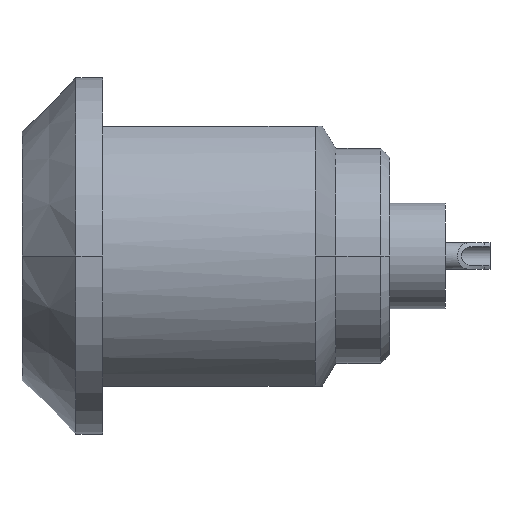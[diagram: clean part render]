
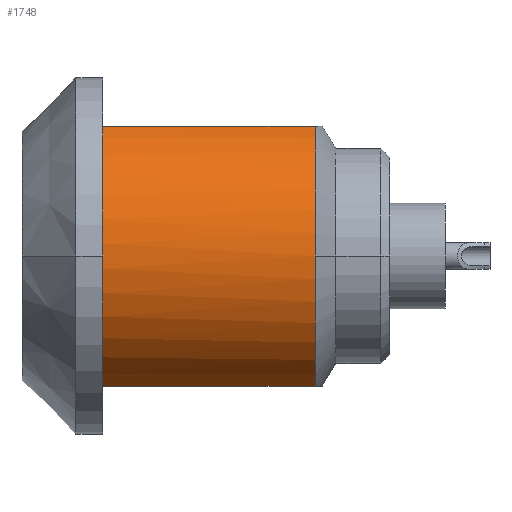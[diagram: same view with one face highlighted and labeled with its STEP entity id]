
A CAD part, front view. The second image highlights one B-rep face of the part: STEP entity #1748.
In plain terms, the highlighted cylindrical face has radius 8 mm (diameter 16 mm), a partial arc.
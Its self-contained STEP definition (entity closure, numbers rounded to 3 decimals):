
#141=CARTESIAN_POINT('',(0.245,-3.382,-7.25));
#504=CARTESIAN_POINT('',(0.245,0.,0.));
#505=DIRECTION('',(1.,0.,0.));
#506=DIRECTION('',(0.,-0.423,0.906));
#507=AXIS2_PLACEMENT_3D('',#504,#505,#506);
#509=CARTESIAN_POINT('',(0.245,0.,0.));
#510=DIRECTION('',(-1.,0.,0.));
#511=DIRECTION('',(0.,-0.423,-0.906));
#512=AXIS2_PLACEMENT_3D('',#509,#510,#511);
#514=DIRECTION('',(1.,0.,0.));
#515=VECTOR('',#514,11.845);
#516=CARTESIAN_POINT('',(-11.6,-3.382,-7.25));
#517=LINE('',#516,#515);
#518=CARTESIAN_POINT('',(-11.6,0.,0.));
#519=DIRECTION('',(-1.,0.,0.));
#520=DIRECTION('',(0.,-0.423,-0.906));
#521=AXIS2_PLACEMENT_3D('',#518,#519,#520);
#523=DIRECTION('',(1.,0.,0.));
#524=VECTOR('',#523,11.845);
#525=CARTESIAN_POINT('',(-11.6,-3.382,7.25));
#526=LINE('',#525,#524);
#542=CARTESIAN_POINT('',(0.245,-3.382,7.25));
#1054=CARTESIAN_POINT('',(0.245,-8.,0.));
#1056=VERTEX_POINT('',#1054);
#1069=CARTESIAN_POINT('',(-11.6,-3.382,-7.25));
#1071=VERTEX_POINT('',#1069);
#1073=CARTESIAN_POINT('',(-11.6,-3.382,7.25));
#1075=VERTEX_POINT('',#1073);
#1078=VERTEX_POINT('',#542);
#1079=VERTEX_POINT('',#141);
#1734=CARTESIAN_POINT('',(-17.125,0.,0.));
#1735=DIRECTION('',(1.,0.,0.));
#1736=DIRECTION('',(0.,-1.,0.));
#1737=AXIS2_PLACEMENT_3D('',#1734,#1735,#1736);
#1738=CYLINDRICAL_SURFACE('',#1737,8.);
#1740=ORIENTED_EDGE('',*,*,#1739,.T.);
#1741=ORIENTED_EDGE('',*,*,#1288,.F.);
#1742=ORIENTED_EDGE('',*,*,#1307,.F.);
#1743=ORIENTED_EDGE('',*,*,#1330,.T.);
#1745=ORIENTED_EDGE('',*,*,#1744,.T.);
#1746=EDGE_LOOP('',(#1740,#1741,#1742,#1743,#1745));
#1747=FACE_OUTER_BOUND('',#1746,.F.);
#1748=ADVANCED_FACE('',(#1747),#1738,.T.);
#508=CIRCLE('',#507,8.);
#513=CIRCLE('',#512,8.);
#522=CIRCLE('',#521,8.);
#1288=EDGE_CURVE('',#1079,#1056,#513,.T.);
#1307=EDGE_CURVE('',#1071,#1079,#517,.T.);
#1330=EDGE_CURVE('',#1071,#1075,#522,.T.);
#1739=EDGE_CURVE('',#1078,#1056,#508,.T.);
#1744=EDGE_CURVE('',#1075,#1078,#526,.T.);
